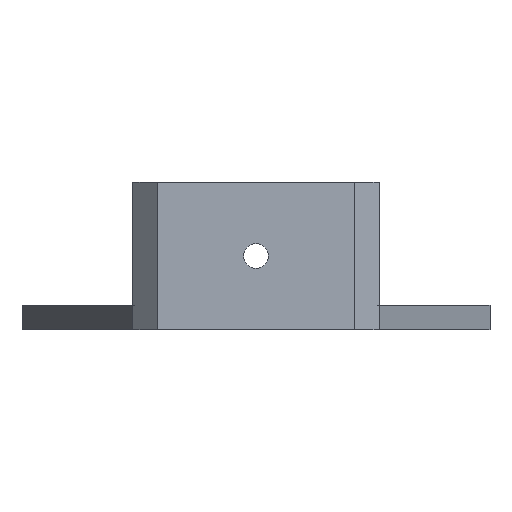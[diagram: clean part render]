
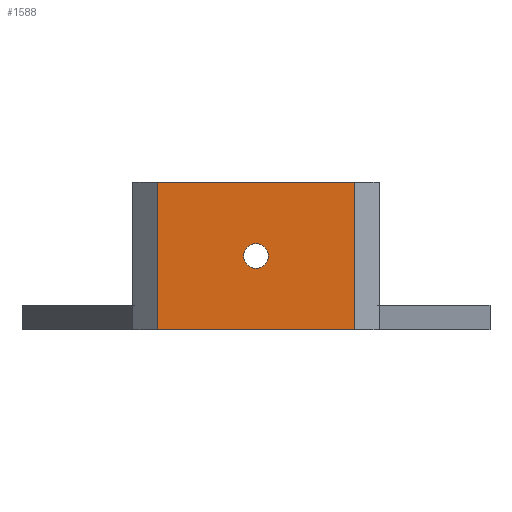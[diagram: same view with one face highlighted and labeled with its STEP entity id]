
A CAD part, front view. The second image highlights one B-rep face of the part: STEP entity #1588.
In plain terms, the highlighted planar face has unit normal (0, -1, 0).
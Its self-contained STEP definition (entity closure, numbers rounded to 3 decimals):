
#720 = PLANE('',#721);
#721 = AXIS2_PLACEMENT_3D('',#722,#723,#724);
#722 = CARTESIAN_POINT('',(-25.,-45.,0.));
#723 = DIRECTION('',(0.,0.,-1.));
#724 = DIRECTION('',(-1.,0.,0.));
#1129 = PLANE('',#1130);
#1130 = AXIS2_PLACEMENT_3D('',#1131,#1132,#1133);
#1131 = CARTESIAN_POINT('',(20.,-50.,0.));
#1132 = DIRECTION('',(-0.707,0.707,0.));
#1133 = DIRECTION('',(0.707,0.707,0.));
#1159 = PLANE('',#1160);
#1160 = AXIS2_PLACEMENT_3D('',#1161,#1162,#1163);
#1161 = CARTESIAN_POINT('',(-25.,-45.,0.));
#1162 = DIRECTION('',(0.707,0.707,0.));
#1163 = DIRECTION('',(0.707,-0.707,0.));
#1178 = VERTEX_POINT('',#1179);
#1179 = CARTESIAN_POINT('',(-20.,-50.,0.));
#1202 = VERTEX_POINT('',#1203);
#1203 = CARTESIAN_POINT('',(20.,-50.,0.));
#1224 = EDGE_CURVE('',#1178,#1202,#1225,.T.);
#1225 = SURFACE_CURVE('',#1226,(#1230,#1237),.PCURVE_S1.);
#1226 = LINE('',#1227,#1228);
#1227 = CARTESIAN_POINT('',(-20.,-50.,0.));
#1228 = VECTOR('',#1229,1.);
#1229 = DIRECTION('',(1.,0.,0.));
#1230 = PCURVE('',#720,#1231);
#1231 = DEFINITIONAL_REPRESENTATION('',(#1232),#1236);
#1232 = LINE('',#1233,#1234);
#1233 = CARTESIAN_POINT('',(-5.,-5.));
#1234 = VECTOR('',#1235,1.);
#1235 = DIRECTION('',(-1.,0.));
#1236 = ( GEOMETRIC_REPRESENTATION_CONTEXT(2) 
PARAMETRIC_REPRESENTATION_CONTEXT() REPRESENTATION_CONTEXT('2D SPACE',''
  ) );
#1237 = PCURVE('',#1238,#1243);
#1238 = PLANE('',#1239);
#1239 = AXIS2_PLACEMENT_3D('',#1240,#1241,#1242);
#1240 = CARTESIAN_POINT('',(-20.,-50.,0.));
#1241 = DIRECTION('',(0.,1.,0.));
#1242 = DIRECTION('',(1.,0.,0.));
#1243 = DEFINITIONAL_REPRESENTATION('',(#1244),#1248);
#1244 = LINE('',#1245,#1246);
#1245 = CARTESIAN_POINT('',(0.,0.));
#1246 = VECTOR('',#1247,1.);
#1247 = DIRECTION('',(1.,0.));
#1248 = ( GEOMETRIC_REPRESENTATION_CONTEXT(2) 
PARAMETRIC_REPRESENTATION_CONTEXT() REPRESENTATION_CONTEXT('2D SPACE',''
  ) );
#1401 = PLANE('',#1402);
#1402 = AXIS2_PLACEMENT_3D('',#1403,#1404,#1405);
#1403 = CARTESIAN_POINT('',(-25.,-45.,30.));
#1404 = DIRECTION('',(0.,0.,-1.));
#1405 = DIRECTION('',(-1.,0.,0.));
#1455 = CYLINDRICAL_SURFACE('',#1456,2.5);
#1456 = AXIS2_PLACEMENT_3D('',#1457,#1458,#1459);
#1457 = CARTESIAN_POINT('',(0.,-51.,15.));
#1458 = DIRECTION('',(0.,-1.,0.));
#1459 = DIRECTION('',(1.,0.,0.));
#1492 = EDGE_CURVE('',#1202,#1493,#1495,.T.);
#1493 = VERTEX_POINT('',#1494);
#1494 = CARTESIAN_POINT('',(20.,-50.,30.));
#1495 = SURFACE_CURVE('',#1496,(#1500,#1507),.PCURVE_S1.);
#1496 = LINE('',#1497,#1498);
#1497 = CARTESIAN_POINT('',(20.,-50.,0.));
#1498 = VECTOR('',#1499,1.);
#1499 = DIRECTION('',(0.,0.,1.));
#1500 = PCURVE('',#1129,#1501);
#1501 = DEFINITIONAL_REPRESENTATION('',(#1502),#1506);
#1502 = LINE('',#1503,#1504);
#1503 = CARTESIAN_POINT('',(0.,0.));
#1504 = VECTOR('',#1505,1.);
#1505 = DIRECTION('',(0.,-1.));
#1506 = ( GEOMETRIC_REPRESENTATION_CONTEXT(2) 
PARAMETRIC_REPRESENTATION_CONTEXT() REPRESENTATION_CONTEXT('2D SPACE',''
  ) );
#1507 = PCURVE('',#1238,#1508);
#1508 = DEFINITIONAL_REPRESENTATION('',(#1509),#1513);
#1509 = LINE('',#1510,#1511);
#1510 = CARTESIAN_POINT('',(40.,0.));
#1511 = VECTOR('',#1512,1.);
#1512 = DIRECTION('',(0.,-1.));
#1513 = ( GEOMETRIC_REPRESENTATION_CONTEXT(2) 
PARAMETRIC_REPRESENTATION_CONTEXT() REPRESENTATION_CONTEXT('2D SPACE',''
  ) );
#1545 = VERTEX_POINT('',#1546);
#1546 = CARTESIAN_POINT('',(-20.,-50.,30.));
#1567 = EDGE_CURVE('',#1178,#1545,#1568,.T.);
#1568 = SURFACE_CURVE('',#1569,(#1573,#1580),.PCURVE_S1.);
#1569 = LINE('',#1570,#1571);
#1570 = CARTESIAN_POINT('',(-20.,-50.,0.));
#1571 = VECTOR('',#1572,1.);
#1572 = DIRECTION('',(0.,0.,1.));
#1573 = PCURVE('',#1159,#1574);
#1574 = DEFINITIONAL_REPRESENTATION('',(#1575),#1579);
#1575 = LINE('',#1576,#1577);
#1576 = CARTESIAN_POINT('',(7.071,0.));
#1577 = VECTOR('',#1578,1.);
#1578 = DIRECTION('',(0.,-1.));
#1579 = ( GEOMETRIC_REPRESENTATION_CONTEXT(2) 
PARAMETRIC_REPRESENTATION_CONTEXT() REPRESENTATION_CONTEXT('2D SPACE',''
  ) );
#1580 = PCURVE('',#1238,#1581);
#1581 = DEFINITIONAL_REPRESENTATION('',(#1582),#1586);
#1582 = LINE('',#1583,#1584);
#1583 = CARTESIAN_POINT('',(0.,0.));
#1584 = VECTOR('',#1585,1.);
#1585 = DIRECTION('',(0.,-1.));
#1586 = ( GEOMETRIC_REPRESENTATION_CONTEXT(2) 
PARAMETRIC_REPRESENTATION_CONTEXT() REPRESENTATION_CONTEXT('2D SPACE',''
  ) );
#1588 = ADVANCED_FACE('',(#1589,#1647),#1238,.F.);
#1589 = FACE_BOUND('',#1590,.F.);
#1590 = EDGE_LOOP('',(#1591,#1621));
#1591 = ORIENTED_EDGE('',*,*,#1592,.T.);
#1592 = EDGE_CURVE('',#1593,#1595,#1597,.T.);
#1593 = VERTEX_POINT('',#1594);
#1594 = CARTESIAN_POINT('',(0.,-50.,12.5));
#1595 = VERTEX_POINT('',#1596);
#1596 = CARTESIAN_POINT('',(2.5,-50.,15.));
#1597 = SURFACE_CURVE('',#1598,(#1603,#1614),.PCURVE_S1.);
#1598 = CIRCLE('',#1599,2.5);
#1599 = AXIS2_PLACEMENT_3D('',#1600,#1601,#1602);
#1600 = CARTESIAN_POINT('',(0.,-50.,15.));
#1601 = DIRECTION('',(0.,-1.,0.));
#1602 = DIRECTION('',(0.,0.,-1.));
#1603 = PCURVE('',#1238,#1604);
#1604 = DEFINITIONAL_REPRESENTATION('',(#1605),#1613);
#1605 = ( BOUNDED_CURVE() B_SPLINE_CURVE(2,(#1606,#1607,#1608,#1609,
#1610,#1611,#1612),.UNSPECIFIED.,.T.,.F.) B_SPLINE_CURVE_WITH_KNOTS((1,2
    ,2,2,2,1),(-2.094,0.,2.094,4.189,
6.283,8.378),.UNSPECIFIED.) CURVE() 
GEOMETRIC_REPRESENTATION_ITEM() RATIONAL_B_SPLINE_CURVE((1.,0.5,1.,0.5,
1.,0.5,1.)) REPRESENTATION_ITEM('') );
#1606 = CARTESIAN_POINT('',(20.,-12.5));
#1607 = CARTESIAN_POINT('',(24.33,-12.5));
#1608 = CARTESIAN_POINT('',(22.165,-16.25));
#1609 = CARTESIAN_POINT('',(20.,-20.));
#1610 = CARTESIAN_POINT('',(17.835,-16.25));
#1611 = CARTESIAN_POINT('',(15.67,-12.5));
#1612 = CARTESIAN_POINT('',(20.,-12.5));
#1613 = ( GEOMETRIC_REPRESENTATION_CONTEXT(2) 
PARAMETRIC_REPRESENTATION_CONTEXT() REPRESENTATION_CONTEXT('2D SPACE',''
  ) );
#1614 = PCURVE('',#1455,#1615);
#1615 = DEFINITIONAL_REPRESENTATION('',(#1616),#1620);
#1616 = LINE('',#1617,#1618);
#1617 = CARTESIAN_POINT('',(4.712,-1.));
#1618 = VECTOR('',#1619,1.);
#1619 = DIRECTION('',(1.,0.));
#1620 = ( GEOMETRIC_REPRESENTATION_CONTEXT(2) 
PARAMETRIC_REPRESENTATION_CONTEXT() REPRESENTATION_CONTEXT('2D SPACE',''
  ) );
#1621 = ORIENTED_EDGE('',*,*,#1622,.T.);
#1622 = EDGE_CURVE('',#1595,#1593,#1623,.T.);
#1623 = SURFACE_CURVE('',#1624,(#1629,#1640),.PCURVE_S1.);
#1624 = CIRCLE('',#1625,2.5);
#1625 = AXIS2_PLACEMENT_3D('',#1626,#1627,#1628);
#1626 = CARTESIAN_POINT('',(0.,-50.,15.));
#1627 = DIRECTION('',(0.,-1.,0.));
#1628 = DIRECTION('',(0.,0.,-1.));
#1629 = PCURVE('',#1238,#1630);
#1630 = DEFINITIONAL_REPRESENTATION('',(#1631),#1639);
#1631 = ( BOUNDED_CURVE() B_SPLINE_CURVE(2,(#1632,#1633,#1634,#1635,
#1636,#1637,#1638),.UNSPECIFIED.,.T.,.F.) B_SPLINE_CURVE_WITH_KNOTS((1,2
    ,2,2,2,1),(-2.094,0.,2.094,4.189,
6.283,8.378),.UNSPECIFIED.) CURVE() 
GEOMETRIC_REPRESENTATION_ITEM() RATIONAL_B_SPLINE_CURVE((1.,0.5,1.,0.5,
1.,0.5,1.)) REPRESENTATION_ITEM('') );
#1632 = CARTESIAN_POINT('',(20.,-12.5));
#1633 = CARTESIAN_POINT('',(24.33,-12.5));
#1634 = CARTESIAN_POINT('',(22.165,-16.25));
#1635 = CARTESIAN_POINT('',(20.,-20.));
#1636 = CARTESIAN_POINT('',(17.835,-16.25));
#1637 = CARTESIAN_POINT('',(15.67,-12.5));
#1638 = CARTESIAN_POINT('',(20.,-12.5));
#1639 = ( GEOMETRIC_REPRESENTATION_CONTEXT(2) 
PARAMETRIC_REPRESENTATION_CONTEXT() REPRESENTATION_CONTEXT('2D SPACE',''
  ) );
#1640 = PCURVE('',#1455,#1641);
#1641 = DEFINITIONAL_REPRESENTATION('',(#1642),#1646);
#1642 = LINE('',#1643,#1644);
#1643 = CARTESIAN_POINT('',(-1.571,-1.));
#1644 = VECTOR('',#1645,1.);
#1645 = DIRECTION('',(1.,0.));
#1646 = ( GEOMETRIC_REPRESENTATION_CONTEXT(2) 
PARAMETRIC_REPRESENTATION_CONTEXT() REPRESENTATION_CONTEXT('2D SPACE',''
  ) );
#1647 = FACE_BOUND('',#1648,.F.);
#1648 = EDGE_LOOP('',(#1649,#1650,#1671,#1672));
#1649 = ORIENTED_EDGE('',*,*,#1567,.T.);
#1650 = ORIENTED_EDGE('',*,*,#1651,.T.);
#1651 = EDGE_CURVE('',#1545,#1493,#1652,.T.);
#1652 = SURFACE_CURVE('',#1653,(#1657,#1664),.PCURVE_S1.);
#1653 = LINE('',#1654,#1655);
#1654 = CARTESIAN_POINT('',(-20.,-50.,30.));
#1655 = VECTOR('',#1656,1.);
#1656 = DIRECTION('',(1.,0.,0.));
#1657 = PCURVE('',#1238,#1658);
#1658 = DEFINITIONAL_REPRESENTATION('',(#1659),#1663);
#1659 = LINE('',#1660,#1661);
#1660 = CARTESIAN_POINT('',(0.,-30.));
#1661 = VECTOR('',#1662,1.);
#1662 = DIRECTION('',(1.,0.));
#1663 = ( GEOMETRIC_REPRESENTATION_CONTEXT(2) 
PARAMETRIC_REPRESENTATION_CONTEXT() REPRESENTATION_CONTEXT('2D SPACE',''
  ) );
#1664 = PCURVE('',#1401,#1665);
#1665 = DEFINITIONAL_REPRESENTATION('',(#1666),#1670);
#1666 = LINE('',#1667,#1668);
#1667 = CARTESIAN_POINT('',(-5.,-5.));
#1668 = VECTOR('',#1669,1.);
#1669 = DIRECTION('',(-1.,0.));
#1670 = ( GEOMETRIC_REPRESENTATION_CONTEXT(2) 
PARAMETRIC_REPRESENTATION_CONTEXT() REPRESENTATION_CONTEXT('2D SPACE',''
  ) );
#1671 = ORIENTED_EDGE('',*,*,#1492,.F.);
#1672 = ORIENTED_EDGE('',*,*,#1224,.F.);
